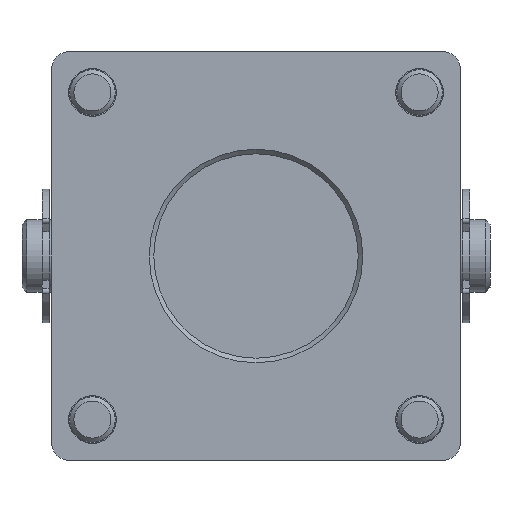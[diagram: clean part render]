
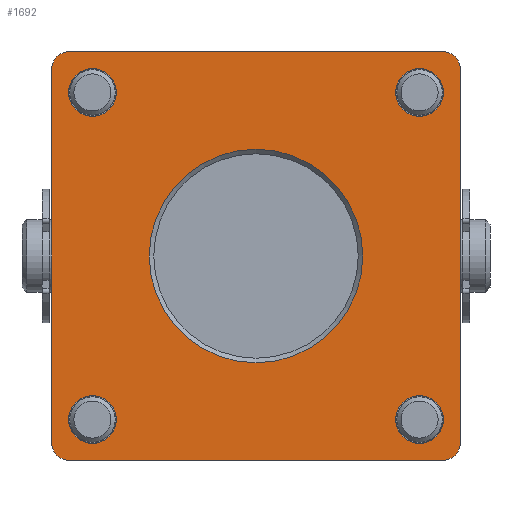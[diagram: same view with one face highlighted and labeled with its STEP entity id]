
A CAD part, front view. The second image highlights one B-rep face of the part: STEP entity #1692.
In plain terms, the highlighted planar face has unit normal (0, -1, 0).
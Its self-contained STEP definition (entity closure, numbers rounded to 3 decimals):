
#99=PLANE('',#1890);
#167=LINE('',#2756,#264);
#170=LINE('',#2767,#267);
#174=LINE('',#2781,#271);
#180=LINE('',#2813,#277);
#264=VECTOR('',#2162,1000.);
#267=VECTOR('',#2175,1000.);
#271=VECTOR('',#2189,1000.);
#277=VECTOR('',#2225,1000.);
#448=ORIENTED_EDGE('',*,*,#858,.F.);
#449=ORIENTED_EDGE('',*,*,#851,.T.);
#450=ORIENTED_EDGE('',*,*,#850,.T.);
#451=ORIENTED_EDGE('',*,*,#849,.T.);
#452=ORIENTED_EDGE('',*,*,#847,.T.);
#453=ORIENTED_EDGE('',*,*,#823,.F.);
#454=ORIENTED_EDGE('',*,*,#854,.F.);
#455=ORIENTED_EDGE('',*,*,#843,.F.);
#456=ORIENTED_EDGE('',*,*,#839,.F.);
#457=ORIENTED_EDGE('',*,*,#835,.F.);
#458=ORIENTED_EDGE('',*,*,#832,.F.);
#459=ORIENTED_EDGE('',*,*,#828,.F.);
#460=ORIENTED_EDGE('',*,*,#826,.F.);
#823=EDGE_CURVE('',#1041,#1042,#1179,.T.);
#826=EDGE_CURVE('',#1042,#1043,#167,.T.);
#828=EDGE_CURVE('',#1043,#1044,#1180,.T.);
#832=EDGE_CURVE('',#1044,#1046,#170,.T.);
#835=EDGE_CURVE('',#1046,#1048,#1183,.T.);
#839=EDGE_CURVE('',#1048,#1051,#174,.T.);
#843=EDGE_CURVE('',#1051,#1053,#1186,.T.);
#847=EDGE_CURVE('',#1056,#1056,#1189,.T.);
#849=EDGE_CURVE('',#1058,#1058,#1191,.T.);
#850=EDGE_CURVE('',#1059,#1059,#1192,.T.);
#851=EDGE_CURVE('',#1060,#1060,#1193,.T.);
#854=EDGE_CURVE('',#1053,#1041,#180,.T.);
#858=EDGE_CURVE('',#1062,#1062,#1196,.T.);
#1041=VERTEX_POINT('',#2751);
#1042=VERTEX_POINT('',#2752);
#1043=VERTEX_POINT('',#2757);
#1044=VERTEX_POINT('',#2761);
#1046=VERTEX_POINT('',#2768);
#1048=VERTEX_POINT('',#2774);
#1051=VERTEX_POINT('',#2782);
#1053=VERTEX_POINT('',#2789);
#1056=VERTEX_POINT('',#2797);
#1058=VERTEX_POINT('',#2802);
#1059=VERTEX_POINT('',#2805);
#1060=VERTEX_POINT('',#2808);
#1062=VERTEX_POINT('',#2820);
#1179=CIRCLE('',#1861,4.);
#1180=CIRCLE('',#1864,4.);
#1183=CIRCLE('',#1869,4.);
#1186=CIRCLE('',#1874,4.);
#1189=CIRCLE('',#1878,5.25);
#1191=CIRCLE('',#1881,5.25);
#1192=CIRCLE('',#1883,5.25);
#1193=CIRCLE('',#1885,5.25);
#1196=CIRCLE('',#1891,23.5);
#1315=EDGE_LOOP('',(#448));
#1316=EDGE_LOOP('',(#449));
#1317=EDGE_LOOP('',(#450));
#1318=EDGE_LOOP('',(#451));
#1319=EDGE_LOOP('',(#452));
#1320=EDGE_LOOP('',(#453,#454,#455,#456,#457,#458,#459,#460));
#1484=FACE_BOUND('',#1315,.T.);
#1485=FACE_BOUND('',#1316,.T.);
#1486=FACE_BOUND('',#1317,.T.);
#1487=FACE_BOUND('',#1318,.T.);
#1488=FACE_BOUND('',#1319,.T.);
#1489=FACE_BOUND('',#1320,.T.);
#1692=ADVANCED_FACE('',(#1484,#1485,#1486,#1487,#1488,#1489),#99,.F.);
#1861=AXIS2_PLACEMENT_3D('',#2750,#2156,#2157);
#1864=AXIS2_PLACEMENT_3D('',#2760,#2166,#2167);
#1869=AXIS2_PLACEMENT_3D('',#2773,#2180,#2181);
#1874=AXIS2_PLACEMENT_3D('',#2788,#2195,#2196);
#1878=AXIS2_PLACEMENT_3D('',#2796,#2204,#2205);
#1881=AXIS2_PLACEMENT_3D('',#2801,#2210,#2211);
#1883=AXIS2_PLACEMENT_3D('',#2804,#2214,#2215);
#1885=AXIS2_PLACEMENT_3D('',#2807,#2218,#2219);
#1890=AXIS2_PLACEMENT_3D('',#2818,#2232,#2233);
#1891=AXIS2_PLACEMENT_3D('',#2819,#2234,#2235);
#2156=DIRECTION('',(0.,1.,0.));
#2157=DIRECTION('',(1.,0.,0.));
#2162=DIRECTION('',(0.,0.,1.));
#2166=DIRECTION('',(0.,1.,0.));
#2167=DIRECTION('',(1.,0.,0.));
#2175=DIRECTION('',(1.,0.,0.));
#2180=DIRECTION('',(0.,1.,0.));
#2181=DIRECTION('',(1.,0.,0.));
#2189=DIRECTION('',(0.,0.,-1.));
#2195=DIRECTION('',(0.,1.,0.));
#2196=DIRECTION('',(1.,0.,0.));
#2204=DIRECTION('',(0.,1.,0.));
#2205=DIRECTION('',(1.,0.,0.));
#2210=DIRECTION('',(0.,1.,0.));
#2211=DIRECTION('',(1.,0.,0.));
#2214=DIRECTION('',(0.,1.,0.));
#2215=DIRECTION('',(1.,0.,0.));
#2218=DIRECTION('',(0.,1.,0.));
#2219=DIRECTION('',(1.,0.,0.));
#2225=DIRECTION('',(-1.,0.,0.));
#2232=DIRECTION('',(0.,1.,0.));
#2233=DIRECTION('',(0.,0.,1.));
#2234=DIRECTION('',(0.,-1.,0.));
#2235=DIRECTION('',(0.,0.,-1.));
#2750=CARTESIAN_POINT('',(-41.,0.,-41.));
#2751=CARTESIAN_POINT('',(-41.,0.,-45.));
#2752=CARTESIAN_POINT('',(-45.,0.,-41.));
#2756=CARTESIAN_POINT('',(-45.,0.,-41.));
#2757=CARTESIAN_POINT('',(-45.,0.,41.));
#2760=CARTESIAN_POINT('',(-41.,0.,41.));
#2761=CARTESIAN_POINT('',(-41.,0.,45.));
#2767=CARTESIAN_POINT('',(-41.,0.,45.));
#2768=CARTESIAN_POINT('',(41.,0.,45.));
#2773=CARTESIAN_POINT('',(41.,0.,41.));
#2774=CARTESIAN_POINT('',(45.,0.,41.));
#2781=CARTESIAN_POINT('',(45.,0.,41.));
#2782=CARTESIAN_POINT('',(45.,0.,-41.));
#2788=CARTESIAN_POINT('',(41.,0.,-41.));
#2789=CARTESIAN_POINT('',(41.,0.,-45.));
#2796=CARTESIAN_POINT('',(36.,0.,-36.));
#2797=CARTESIAN_POINT('',(41.25,0.,-36.));
#2801=CARTESIAN_POINT('',(36.,0.,36.));
#2802=CARTESIAN_POINT('',(41.25,0.,36.));
#2804=CARTESIAN_POINT('',(-36.,0.,-36.));
#2805=CARTESIAN_POINT('',(-30.75,0.,-36.));
#2807=CARTESIAN_POINT('',(-36.,0.,36.));
#2808=CARTESIAN_POINT('',(-30.75,0.,36.));
#2813=CARTESIAN_POINT('',(41.,0.,-45.));
#2818=CARTESIAN_POINT('',(-41.,0.,-41.));
#2819=CARTESIAN_POINT('',(0.,0.,0.));
#2820=CARTESIAN_POINT('',(0.,0.,-23.5));
